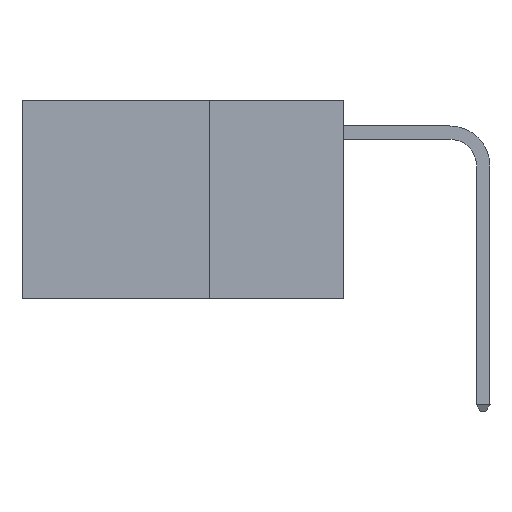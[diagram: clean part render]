
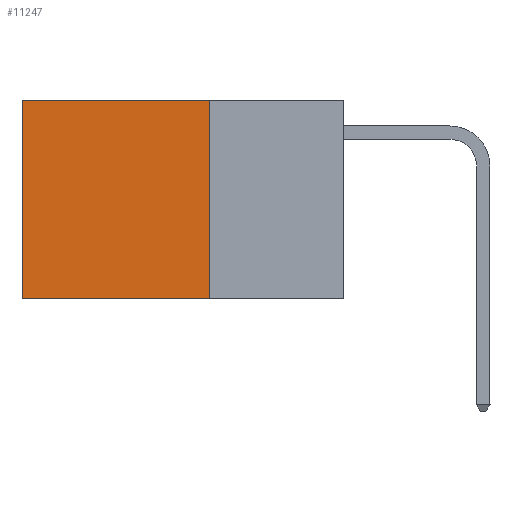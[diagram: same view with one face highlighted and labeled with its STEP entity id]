
A CAD part, left-side view. The second image highlights one B-rep face of the part: STEP entity #11247.
In plain terms, the highlighted planar face has unit normal (-1, 0, 0).
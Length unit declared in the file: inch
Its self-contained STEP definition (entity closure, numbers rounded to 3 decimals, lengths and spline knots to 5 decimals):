
#146 = EDGE_CURVE ( 'NONE', #4182, #9257, #4836, .T. ) ;
#720 = CARTESIAN_POINT ( 'NONE',  ( 0.2625, 0.25, 0. ) ) ;
#1101 = ORIENTED_EDGE ( 'NONE', *, *, #146, .F. ) ;
#1689 = VECTOR ( 'NONE', #8782, 39.37008 ) ;
#2181 = EDGE_CURVE ( 'NONE', #4182, #4498, #12145, .T. ) ;
#2673 = CARTESIAN_POINT ( 'NONE',  ( 0.2625, 0.25, 0. ) ) ;
#2718 = CARTESIAN_POINT ( 'NONE',  ( 0.2625, 0.6, -0.37 ) ) ;
#2957 = DIRECTION ( 'NONE',  ( 1., 0., 0. ) ) ;
#3477 = AXIS2_PLACEMENT_3D ( 'NONE', #720, #2957, #10228 ) ;
#3621 = CARTESIAN_POINT ( 'NONE',  ( 0.2625, 0.6, 0. ) ) ;
#4182 = VERTEX_POINT ( 'NONE', #2673 ) ;
#4498 = VERTEX_POINT ( 'NONE', #9423 ) ;
#4547 = ORIENTED_EDGE ( 'NONE', *, *, #5899, .T. ) ;
#4836 = LINE ( 'NONE', #13587, #13016 ) ;
#5082 = PLANE ( 'NONE',  #3477 ) ;
#5891 = ORIENTED_EDGE ( 'NONE', *, *, #9808, .F. ) ;
#5899 = EDGE_CURVE ( 'NONE', #4498, #11100, #7400, .T. ) ;
#7400 = LINE ( 'NONE', #3621, #1689 ) ;
#7490 = LINE ( 'NONE', #7962, #9862 ) ;
#7509 = EDGE_LOOP ( 'NONE', ( #4547, #5891, #1101, #10295 ) ) ;
#7962 = CARTESIAN_POINT ( 'NONE',  ( 0.2625, 0.25, -0.37 ) ) ;
#8007 = DIRECTION ( 'NONE',  ( 0., 1., 0. ) ) ;
#8152 = CARTESIAN_POINT ( 'NONE',  ( 0.2625, 0.25, -0.37 ) ) ;
#8560 = FACE_OUTER_BOUND ( 'NONE', #7509, .T. ) ;
#8782 = DIRECTION ( 'NONE',  ( 0., 0., -1. ) ) ;
#9257 = VERTEX_POINT ( 'NONE', #8152 ) ;
#9398 = VECTOR ( 'NONE', #10842, 39.37008 ) ;
#9423 = CARTESIAN_POINT ( 'NONE',  ( 0.2625, 0.6, 0. ) ) ;
#9808 = EDGE_CURVE ( 'NONE', #9257, #11100, #7490, .T. ) ;
#9862 = VECTOR ( 'NONE', #8007, 39.37008 ) ;
#10228 = DIRECTION ( 'NONE',  ( 0., 0., -1. ) ) ;
#10295 = ORIENTED_EDGE ( 'NONE', *, *, #2181, .T. ) ;
#10642 = DIRECTION ( 'NONE',  ( 0., 0., -1. ) ) ;
#10842 = DIRECTION ( 'NONE',  ( 0., 1., 0. ) ) ;
#10916 = CARTESIAN_POINT ( 'NONE',  ( 0.2625, 0.25, 0. ) ) ;
#11100 = VERTEX_POINT ( 'NONE', #2718 ) ;
#11247 = ADVANCED_FACE ( 'NONE', ( #8560 ), #5082, .F. ) ;
#12145 = LINE ( 'NONE', #10916, #9398 ) ;
#13016 = VECTOR ( 'NONE', #10642, 39.37008 ) ;
#13587 = CARTESIAN_POINT ( 'NONE',  ( 0.2625, 0.25, 0. ) ) ;
